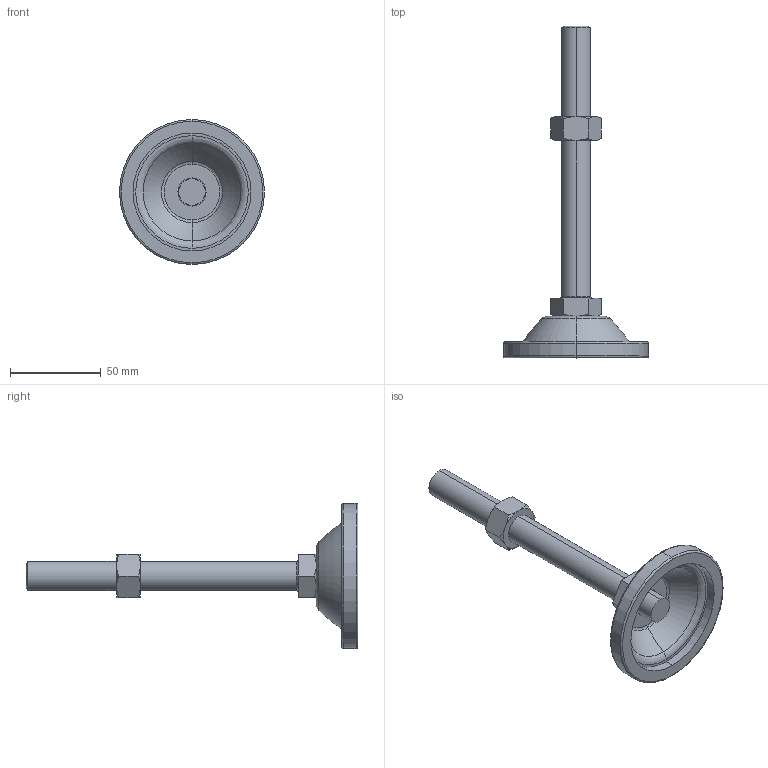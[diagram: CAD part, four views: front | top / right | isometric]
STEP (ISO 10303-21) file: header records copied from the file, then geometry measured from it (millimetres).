
FILE_DESCRIPTION (( 'STEP AP203' ), '1' );
FILE_NAME ('K-1276-A-16-150.STEP', '2009-08-05T01:48:54', ( ' ' ), ( ' ' ), 'SwSTEP 2.0', 'SolidWorks 2007', '' );
FILE_SCHEMA (( 'CONFIG_CONTROL_DESIGN' ));
Length unit declared in the file: millimetre
Products named in the file (5): K-1276-A底部パッド__ﾃﾞﾌｫﾙﾄ; K-1276-A儃儖僩__K-1276-A-16-150; K-1276-A-16-150; K-1276-A底部プレート__ﾃﾞﾌｫﾙﾄ; K-1276-A六角ナット__M16
Assembly tree (4 placements, depth 2):
  K-1276-A-16-150
    K-1276-A儃儖僩__K-1276-A-16-150
    K-1276-A底部プレート__ﾃﾞﾌｫﾙﾄ
    K-1276-A六角ナット__M16
    K-1276-A底部パッド__ﾃﾞﾌｫﾙﾄ
Bounding box: 80 x 183 x 80 mm (x, y, z)
Volume: 68833.7 mm3; surface area: 33075 mm2
Topology: 4 solids, 4 shells, 82 faces, 170 edges, 102 vertices
Faces by surface type: plane 26, cone 20, cylinder 18, torus 18
Entity records: 2857 total; most frequent: CARTESIAN_POINT 577, DIRECTION 408, ORIENTED_EDGE 340, AXIS2_PLACEMENT_3D 185, EDGE_CURVE 170, VERTEX_POINT 102, CIRCLE 96, EDGE_LOOP 94
